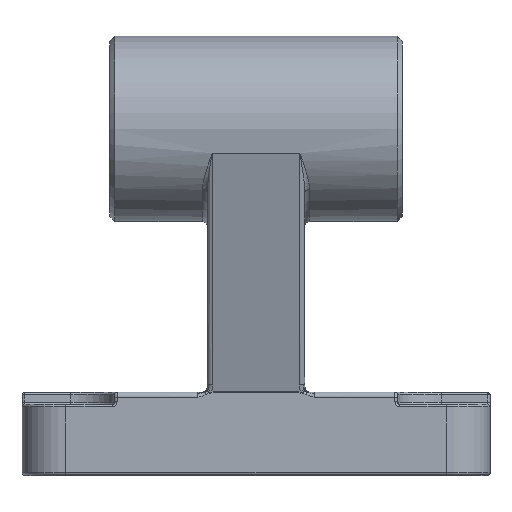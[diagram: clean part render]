
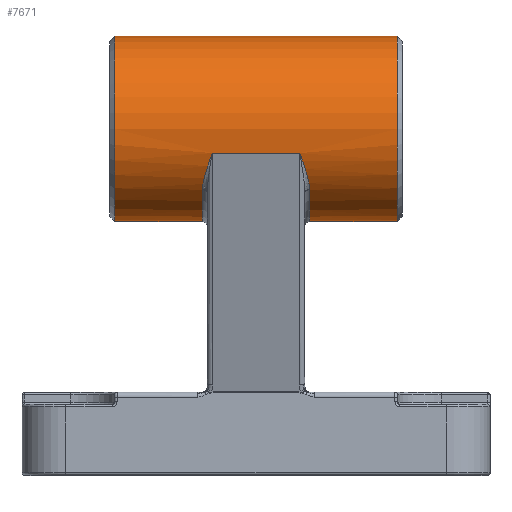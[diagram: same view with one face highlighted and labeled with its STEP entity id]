
A CAD part, top view. The second image highlights one B-rep face of the part: STEP entity #7671.
In plain terms, the highlighted cylindrical face has radius 19 mm (diameter 38 mm), a full revolution.
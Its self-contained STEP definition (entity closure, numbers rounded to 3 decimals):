
#7552=CARTESIAN_POINT('',(-29.0,90.0,30.));
#7553=VERTEX_POINT('',#7552);
#7554=CARTESIAN_POINT('',(-29.0,71.0,30.0));
#7555=DIRECTION('',(-1.0,0.0,0.0));
#7556=DIRECTION('',(0.0,-1.0,0.0));
#7557=AXIS2_PLACEMENT_3D('',#7554,#7555,#7556);
#7558=CIRCLE('',#7557,19.0);
#7559=EDGE_CURVE('',#7553,#7553,#7558,.T.);
#7564=CARTESIAN_POINT('',(0.0,71.0,30.0));
#7565=DIRECTION('',(1.0,0.0,0.0));
#7566=DIRECTION('',(0.0,-1.0,0.0));
#7567=AXIS2_PLACEMENT_3D('',#7564,#7565,#7566);
#7568=CYLINDRICAL_SURFACE('',#7567,19.0);
#7569=CARTESIAN_POINT('',(29.0,90.0,30.));
#7570=VERTEX_POINT('',#7569);
#7571=CARTESIAN_POINT('',(29.0,71.0,30.0));
#7572=DIRECTION('',(1.0,0.0,0.0));
#7573=DIRECTION('',(0.0,-1.0,0.0));
#7574=AXIS2_PLACEMENT_3D('',#7571,#7572,#7573);
#7575=CIRCLE('',#7574,19.0);
#7576=EDGE_CURVE('',#7570,#7570,#7575,.T.);
#7577=ORIENTED_EDGE('',*,*,#7576,.F.);
#7578=EDGE_LOOP('',(#7577));
#7579=FACE_OUTER_BOUND('',#7578,.T.);
#7580=CARTESIAN_POINT('',(11.0,58.52,44.326));
#7581=VERTEX_POINT('',#7580);
#7582=CARTESIAN_POINT('',(9.,66.012,48.334));
#7583=VERTEX_POINT('',#7582);
#7584=CARTESIAN_POINT('',(11.,58.52,44.326));
#7585=CARTESIAN_POINT('',(11.,59.401,45.094));
#7586=CARTESIAN_POINT('',(10.701,60.829,46.119));
#7587=CARTESIAN_POINT('',(9.943,63.331,47.447));
#7588=CARTESIAN_POINT('',(9.376,64.922,48.036));
#7589=CARTESIAN_POINT('',(9.004,66.002,48.331));
#7590=CARTESIAN_POINT('',(9.002,66.007,48.332));
#7591=CARTESIAN_POINT('',(9.,66.012,48.334));
#7592=B_SPLINE_CURVE_WITH_KNOTS('',3,(#7584,#7585,#7586,#7587,#7588,#7589,#7590,#7591),.UNSPECIFIED.,.F.,.U.,(4,1,1,2,4),(0.0,0.369,0.554,0.923,0.924),.UNSPECIFIED.);
#7593=EDGE_CURVE('',#7581,#7583,#7592,.T.);
#7594=ORIENTED_EDGE('',*,*,#7593,.F.);
#7595=CARTESIAN_POINT('',(11.,74.77,11.378));
#7596=VERTEX_POINT('',#7595);
#7597=CARTESIAN_POINT('',(11.0,71.0,30.0));
#7598=DIRECTION('',(-1.0,0.0,0.0));
#7599=DIRECTION('',(0.0,-0.897,-0.442));
#7600=AXIS2_PLACEMENT_3D('',#7597,#7598,#7599);
#7601=CIRCLE('',#7600,19.0);
#7602=EDGE_CURVE('',#7596,#7581,#7601,.T.);
#7603=ORIENTED_EDGE('',*,*,#7602,.F.);
#7604=CARTESIAN_POINT('',(9.0,82.511,14.884));
#7605=VERTEX_POINT('',#7604);
#7606=CARTESIAN_POINT('',(9.,82.511,14.884));
#7607=CARTESIAN_POINT('',(9.002,82.506,14.88));
#7608=CARTESIAN_POINT('',(9.004,82.502,14.877));
#7609=CARTESIAN_POINT('',(9.376,81.611,14.2));
#7610=CARTESIAN_POINT('',(9.943,80.175,13.296));
#7611=CARTESIAN_POINT('',(10.701,77.598,12.119));
#7612=CARTESIAN_POINT('',(11.,75.916,11.61));
#7613=CARTESIAN_POINT('',(11.,74.77,11.378));
#7614=B_SPLINE_CURVE_WITH_KNOTS('',3,(#7606,#7607,#7608,#7609,#7610,#7611,#7612,#7613),.UNSPECIFIED.,.F.,.U.,(4,2,1,1,4),(-0.002,0.0,0.369,0.554,0.923),.UNSPECIFIED.);
#7615=EDGE_CURVE('',#7605,#7596,#7614,.T.);
#7616=ORIENTED_EDGE('',*,*,#7615,.F.);
#7617=CARTESIAN_POINT('',(-9.0,82.511,14.884));
#7618=VERTEX_POINT('',#7617);
#7619=CARTESIAN_POINT('',(-9.0,82.511,14.884));
#7620=DIRECTION('',(1.0,0.0,0.0));
#7621=VECTOR('',#7620,18.0);
#7622=LINE('',#7619,#7621);
#7623=EDGE_CURVE('',#7618,#7605,#7622,.T.);
#7624=ORIENTED_EDGE('',*,*,#7623,.F.);
#7625=CARTESIAN_POINT('',(-11.0,74.77,11.378));
#7626=VERTEX_POINT('',#7625);
#7627=CARTESIAN_POINT('',(-11.0,74.77,11.378));
#7628=CARTESIAN_POINT('',(-11.0,75.916,11.61));
#7629=CARTESIAN_POINT('',(-10.701,77.598,12.119));
#7630=CARTESIAN_POINT('',(-9.943,80.175,13.296));
#7631=CARTESIAN_POINT('',(-9.376,81.611,14.2));
#7632=CARTESIAN_POINT('',(-9.004,82.502,14.877));
#7633=CARTESIAN_POINT('',(-9.002,82.506,14.88));
#7634=CARTESIAN_POINT('',(-9.,82.511,14.884));
#7635=B_SPLINE_CURVE_WITH_KNOTS('',3,(#7627,#7628,#7629,#7630,#7631,#7632,#7633,#7634),.UNSPECIFIED.,.F.,.U.,(4,1,1,2,4),(0.0,0.369,0.554,0.923,0.924),.UNSPECIFIED.);
#7636=EDGE_CURVE('',#7626,#7618,#7635,.T.);
#7637=ORIENTED_EDGE('',*,*,#7636,.F.);
#7638=CARTESIAN_POINT('',(-11.,58.52,44.326));
#7639=VERTEX_POINT('',#7638);
#7640=CARTESIAN_POINT('',(-11.0,71.0,30.0));
#7641=DIRECTION('',(1.0,0.0,0.0));
#7642=DIRECTION('',(0.0,-0.897,-0.442));
#7643=AXIS2_PLACEMENT_3D('',#7640,#7641,#7642);
#7644=CIRCLE('',#7643,19.0);
#7645=EDGE_CURVE('',#7639,#7626,#7644,.T.);
#7646=ORIENTED_EDGE('',*,*,#7645,.F.);
#7647=CARTESIAN_POINT('',(-9.,66.012,48.334));
#7648=VERTEX_POINT('',#7647);
#7649=CARTESIAN_POINT('',(-9.,66.012,48.334));
#7650=CARTESIAN_POINT('',(-9.002,66.007,48.332));
#7651=CARTESIAN_POINT('',(-9.004,66.002,48.331));
#7652=CARTESIAN_POINT('',(-9.376,64.922,48.036));
#7653=CARTESIAN_POINT('',(-9.943,63.331,47.447));
#7654=CARTESIAN_POINT('',(-10.701,60.829,46.119));
#7655=CARTESIAN_POINT('',(-11.,59.401,45.094));
#7656=CARTESIAN_POINT('',(-11.,58.52,44.326));
#7657=B_SPLINE_CURVE_WITH_KNOTS('',3,(#7649,#7650,#7651,#7652,#7653,#7654,#7655,#7656),.UNSPECIFIED.,.F.,.U.,(4,2,1,1,4),(-0.002,0.0,0.369,0.554,0.923),.UNSPECIFIED.);
#7658=EDGE_CURVE('',#7648,#7639,#7657,.T.);
#7659=ORIENTED_EDGE('',*,*,#7658,.F.);
#7660=CARTESIAN_POINT('',(-9.,66.012,48.334));
#7661=DIRECTION('',(1.0,0.0,0.0));
#7662=VECTOR('',#7661,18.);
#7663=LINE('',#7660,#7662);
#7664=EDGE_CURVE('',#7648,#7583,#7663,.T.);
#7665=ORIENTED_EDGE('',*,*,#7664,.T.);
#7666=EDGE_LOOP('',(#7594,#7603,#7616,#7624,#7637,#7646,#7659,#7665));
#7667=FACE_BOUND('',#7666,.T.);
#7668=ORIENTED_EDGE('',*,*,#7559,.F.);
#7669=EDGE_LOOP('',(#7668));
#7670=FACE_BOUND('',#7669,.T.);
#7671=ADVANCED_FACE('',(#7579,#7667,#7670),#7568,.T.);
